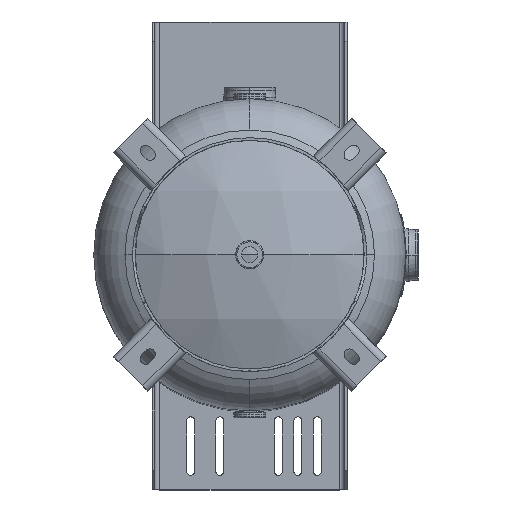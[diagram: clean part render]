
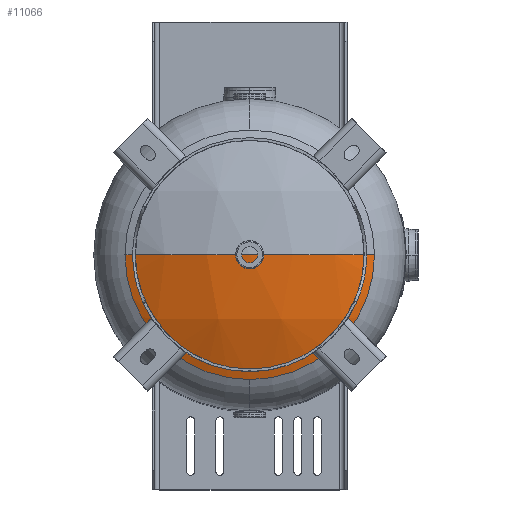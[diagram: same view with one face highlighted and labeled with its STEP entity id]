
A CAD part, top view. The second image highlights one B-rep face of the part: STEP entity #11066.
In plain terms, the highlighted spherical face has radius 365.76 mm.
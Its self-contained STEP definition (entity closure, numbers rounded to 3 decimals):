
#484 = VERTEX_POINT ( 'NONE', #15029 ) ;
#1831 = EDGE_CURVE ( 'NONE', #484, #18226, #10887, .T. ) ;
#2933 = DIRECTION ( 'NONE',  ( 0., -1., 0. ) ) ;
#3072 = DIRECTION ( 'NONE',  ( 1., 0., 0. ) ) ;
#3253 = CARTESIAN_POINT ( 'NONE',  ( 162.56, 0., 444.49 ) ) ;
#3283 = DIRECTION ( 'NONE',  ( 0., 0., -1. ) ) ;
#3472 = CARTESIAN_POINT ( 'NONE',  ( 0., 0., 116.84 ) ) ;
#3971 = DIRECTION ( 'NONE',  ( 0., -1., 0. ) ) ;
#4790 = CARTESIAN_POINT ( 'NONE',  ( 0., 0., 444.49 ) ) ;
#5303 = EDGE_CURVE ( 'NONE', #18226, #9638, #8390, .T. ) ;
#5780 = CARTESIAN_POINT ( 'NONE',  ( 0., 0., 444.49 ) ) ;
#5950 = AXIS2_PLACEMENT_3D ( 'NONE', #4790, #3283, #12933 ) ;
#6376 = AXIS2_PLACEMENT_3D ( 'NONE', #10209, #3971, #12508 ) ;
#7293 = CIRCLE ( 'NONE', #20885, 365.76 ) ;
#8390 = CIRCLE ( 'NONE', #23282, 162.56 ) ;
#9638 = VERTEX_POINT ( 'NONE', #24055 ) ;
#10193 = DIRECTION ( 'NONE',  ( 0., 1., 0. ) ) ;
#10209 = CARTESIAN_POINT ( 'NONE',  ( 0., 0., 116.84 ) ) ;
#10887 = CIRCLE ( 'NONE', #18542, 365.76 ) ;
#11066 = ADVANCED_FACE ( 'NONE', ( #16931 ), #11963, .T. ) ;
#11963 = SPHERICAL_SURFACE ( 'NONE', #6376, 365.76 ) ;
#12508 = DIRECTION ( 'NONE',  ( 1., 0., 0. ) ) ;
#12933 = DIRECTION ( 'NONE',  ( 0., 1., 0. ) ) ;
#13926 = DIRECTION ( 'NONE',  ( 0., 1., 0. ) ) ;
#14235 = CARTESIAN_POINT ( 'NONE',  ( -162.56, 0., 444.49 ) ) ;
#15029 = CARTESIAN_POINT ( 'NONE',  ( 0., 0., 482.6 ) ) ;
#15606 = EDGE_CURVE ( 'NONE', #9638, #25487, #22107, .T. ) ;
#16195 = EDGE_CURVE ( 'NONE', #484, #25487, #7293, .T. ) ;
#16399 = ORIENTED_EDGE ( 'NONE', *, *, #15606, .F. ) ;
#16931 = FACE_OUTER_BOUND ( 'NONE', #24699, .T. ) ;
#17539 = ORIENTED_EDGE ( 'NONE', *, *, #5303, .F. ) ;
#17792 = CARTESIAN_POINT ( 'NONE',  ( 0., 0., 116.84 ) ) ;
#17882 = ORIENTED_EDGE ( 'NONE', *, *, #1831, .F. ) ;
#18226 = VERTEX_POINT ( 'NONE', #3253 ) ;
#18542 = AXIS2_PLACEMENT_3D ( 'NONE', #17792, #10193, #22058 ) ;
#19023 = ORIENTED_EDGE ( 'NONE', *, *, #16195, .T. ) ;
#20885 = AXIS2_PLACEMENT_3D ( 'NONE', #3472, #2933, #3072 ) ;
#22058 = DIRECTION ( 'NONE',  ( 0., 0., 1. ) ) ;
#22107 = CIRCLE ( 'NONE', #5950, 162.56 ) ;
#23282 = AXIS2_PLACEMENT_3D ( 'NONE', #5780, #23640, #13926 ) ;
#23640 = DIRECTION ( 'NONE',  ( 0., 0., -1. ) ) ;
#24055 = CARTESIAN_POINT ( 'NONE',  ( 0., -162.56, 444.49 ) ) ;
#24699 = EDGE_LOOP ( 'NONE', ( #17882, #19023, #16399, #17539 ) ) ;
#25487 = VERTEX_POINT ( 'NONE', #14235 ) ;
